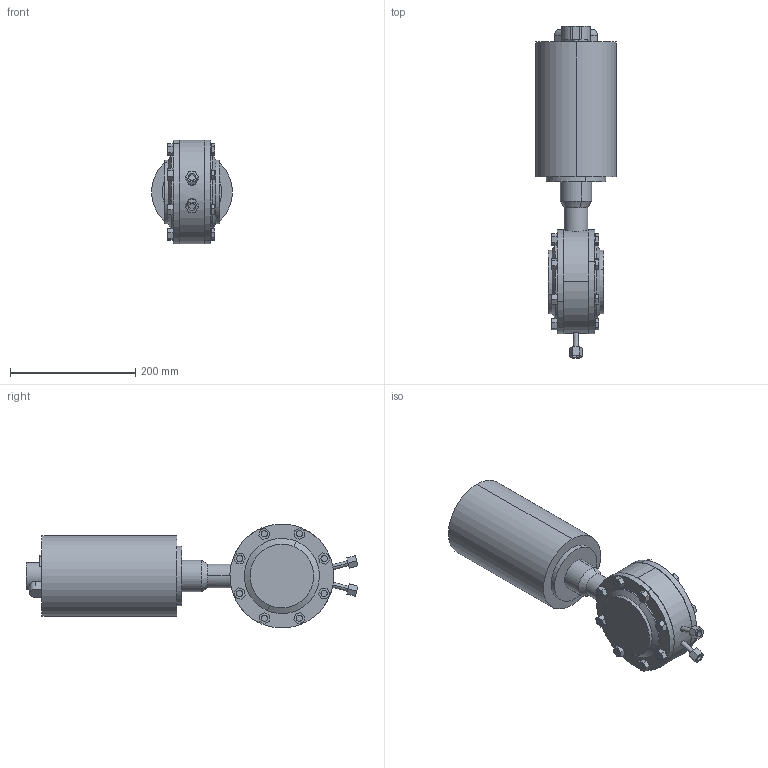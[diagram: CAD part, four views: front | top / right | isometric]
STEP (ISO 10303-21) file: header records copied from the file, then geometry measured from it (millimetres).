
FILE_DESCRIPTION (( 'STEP AP214' ), '1' );
FILE_NAME ('4867101xxx-xxx.STEP', '2014-03-11T06:42:19', ( 'install' ), ( 'Microsoft' ), 'SwSTEP 2.0', 'SolidWorks 2013', '' );
FILE_SCHEMA (( 'AUTOMOTIVE_DESIGN' ));
Length unit declared in the file: millimetre
Products named in the file (1): 4867101xxx-xxx
Bounding box: 129 x 530.01 x 165.84 mm (x, y, z)
Volume: 4631982.6 mm3; surface area: 221938.1 mm2
Topology: 1 solids, 1 shells, 288 faces, 668 edges, 420 vertices
Faces by surface type: plane 211, cylinder 71, cone 6
Entity records: 8418 total; most frequent: CARTESIAN_POINT 1709, DIRECTION 1406, ORIENTED_EDGE 1336, EDGE_CURVE 668, VECTOR 484, LINE 484, AXIS2_PLACEMENT_3D 461, VERTEX_POINT 420
